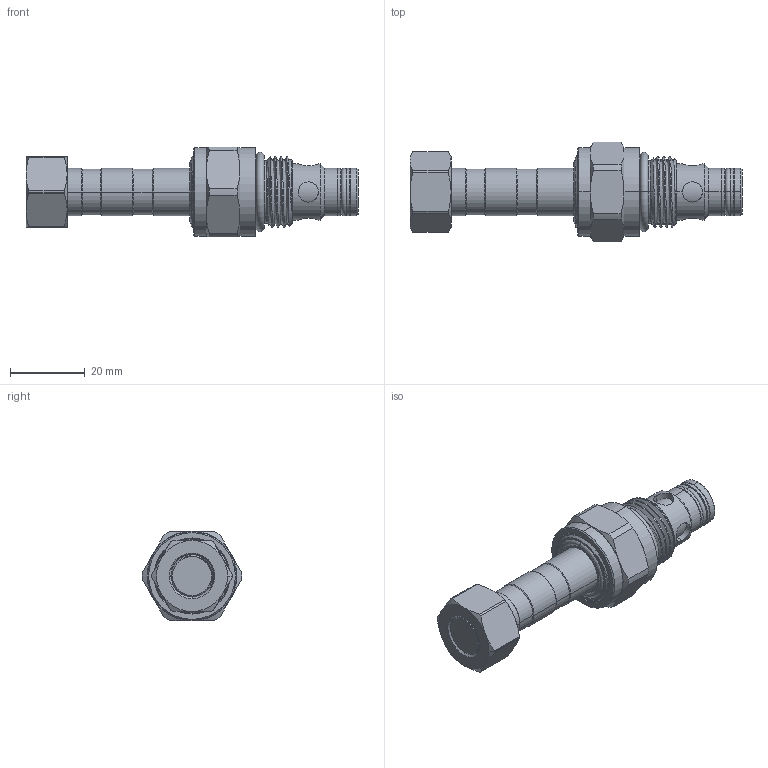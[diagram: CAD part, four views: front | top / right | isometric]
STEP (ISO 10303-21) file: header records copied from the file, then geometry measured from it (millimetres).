
FILE_DESCRIPTION (( 'STEP AP203' ), '1' );
FILE_NAME ('EP08W2A09N05-H.STEP', '2024-04-17T05:53:49', ( '' ), ( '' ), 'SwSTEP 2.0', 'SolidWorks 2018', '' );
FILE_SCHEMA (( 'CONFIG_CONTROL_DESIGN' ));
Length unit declared in the file: millimetre
Products named in the file (1): EP08W2A09N05-H
Bounding box: 88.9 x 26.69 x 24 mm (x, y, z)
Volume: 20517.2 mm3; surface area: 6770.5 mm2
Topology: 1 solids, 1 shells, 183 faces, 420 edges, 259 vertices
Faces by surface type: cylinder 77, cone 57, plane 36, bspline 7, torus 6
Entity records: 13706 total; most frequent: CARTESIAN_POINT 9632, ORIENTED_EDGE 840, DIRECTION 833, EDGE_CURVE 420, AXIS2_PLACEMENT_3D 358, VERTEX_POINT 259, EDGE_LOOP 205, FACE_OUTER_BOUND 183
